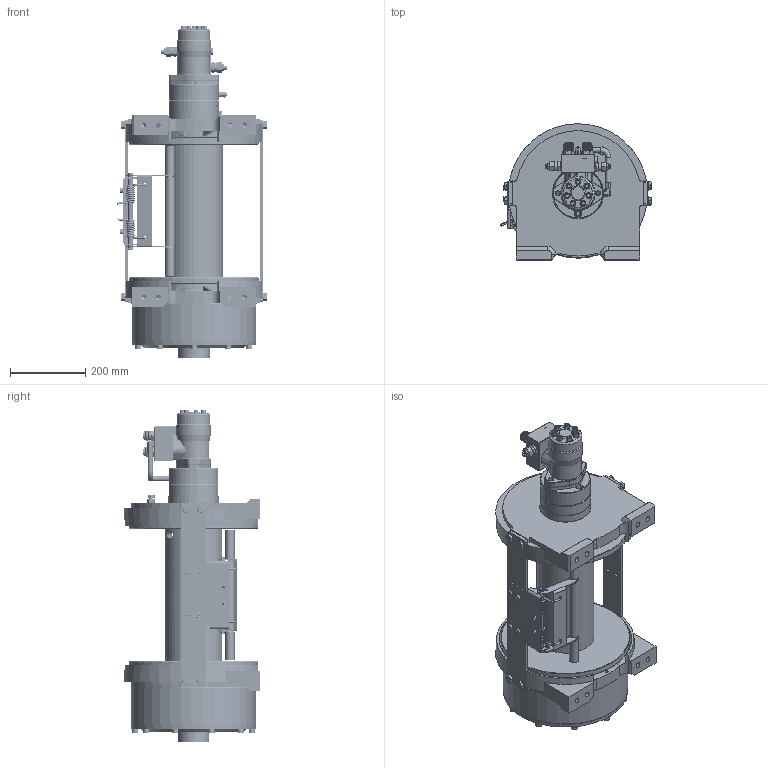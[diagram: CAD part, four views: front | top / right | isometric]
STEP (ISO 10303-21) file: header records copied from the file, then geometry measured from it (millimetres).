
FILE_DESCRIPTION(/* description */ (''),/* implementation_level */ '2;1');
FILE_NAME(/* name */ '642-863_ComeUp_Bison-25-BT.stp',/* time_stamp */ '2018-01-22T08:23:41+01:00',/* author */ ('lang1ph'),/* organization */ (''),/* preprocessor_version */ 'ST-DEVELOPER v17',/* originating_system */ 'Autodesk Inventor 2018',/* authorisation */ '');
FILE_SCHEMA (('AUTOMOTIVE_DESIGN { 1 0 10303 214 3 1 1 }'));
Products named in the file (1): 642-863_ComeUp_Bison-25-BT
Bounding box: 399.45 x 362 x 881.7 mm (x, y, z)
Surface area: 1796162.2 mm2 (no closed solid volume)
Topology: 0 solids, 128 shells, 1595 faces, 4936 edges, 3481 vertices
Faces by surface type: plane 838, cylinder 497, cone 182, torus 43, bspline 35
Full cylindrical faces by diameter (mm): 1.3 x4, 4.8 x2, 4.9 x3, 4.917 x5, 4.95 x3, 6 x10, 6.4 x4, 6.65 x40, 8 x4, 8.3 x2, 8.5 x2, 8.6 x1, 9 x6, 9.8 x2, 10 x2, 10.106 x64, 11.5 x2, 12 x53, 12.4 x4, 12.8 x7, 13 x5, 13.6 x2, 14 x15, 15.4 x7, 15.5 x2, 16 x10, 18 x1, 19 x3, 20 x1, 22 x1
Entity records: 90363 total; most frequent: CARTESIAN_POINT 47079, DIRECTION 8797, ORIENTED_EDGE 8536, EDGE_CURVE 4908, VERTEX_POINT 3481, AXIS2_PLACEMENT_3D 3194, LINE 2409, VECTOR 2409
